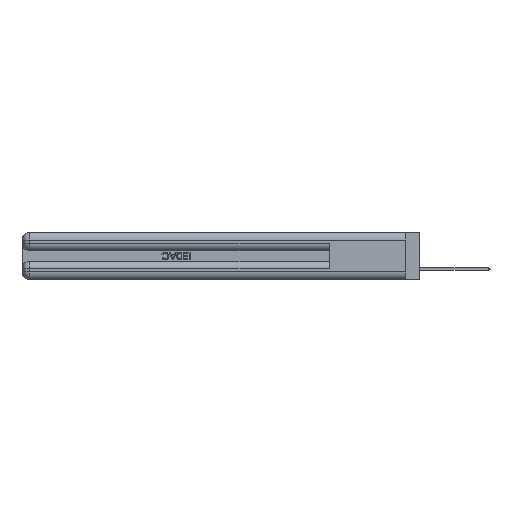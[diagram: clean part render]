
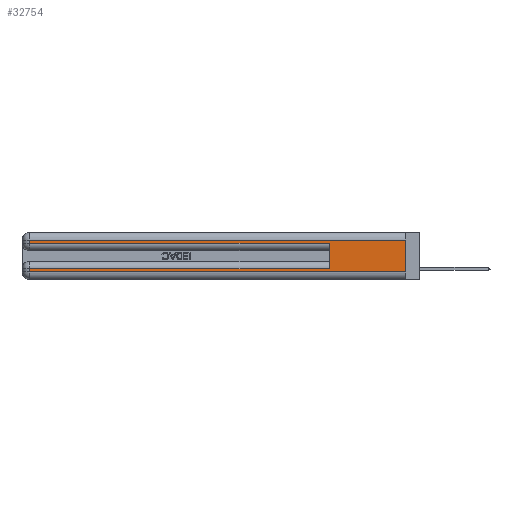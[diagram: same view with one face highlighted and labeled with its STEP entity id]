
A CAD part, left-side view. The second image highlights one B-rep face of the part: STEP entity #32754.
In plain terms, the highlighted planar face has unit normal (-1, 0, 0).
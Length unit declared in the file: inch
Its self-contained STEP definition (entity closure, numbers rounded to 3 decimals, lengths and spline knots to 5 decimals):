
#1255 = ORIENTED_EDGE ( 'NONE', *, *, #15650, .T. ) ;
#2223 = DIRECTION ( 'NONE',  ( 0., 0., -1. ) ) ;
#2976 = LINE ( 'NONE', #24551, #40770 ) ;
#3607 = VERTEX_POINT ( 'NONE', #30280 ) ;
#5100 = EDGE_LOOP ( 'NONE', ( #46262, #5118, #1255, #12024, #8131, #12063, #19375, #42846 ) ) ;
#5118 = ORIENTED_EDGE ( 'NONE', *, *, #15971, .T. ) ;
#5361 = CARTESIAN_POINT ( 'NONE',  ( 0., 0.6, 0.085 ) ) ;
#5413 = FACE_OUTER_BOUND ( 'NONE', #5100, .T. ) ;
#5511 = VECTOR ( 'NONE', #11283, 39.37008 ) ;
#5694 = EDGE_CURVE ( 'NONE', #8290, #12485, #35529, .T. ) ;
#5897 = VERTEX_POINT ( 'NONE', #35735 ) ;
#6966 = VECTOR ( 'NONE', #40861, 39.37008 ) ;
#8131 = ORIENTED_EDGE ( 'NONE', *, *, #38747, .F. ) ;
#8290 = VERTEX_POINT ( 'NONE', #32246 ) ;
#8481 = CARTESIAN_POINT ( 'NONE',  ( 0., 0., 0.31 ) ) ;
#9356 = DIRECTION ( 'NONE',  ( 0., 1., 0. ) ) ;
#9630 = CARTESIAN_POINT ( 'NONE',  ( 0., 0., 0.37 ) ) ;
#11283 = DIRECTION ( 'NONE',  ( 0., 1., 0. ) ) ;
#11434 = EDGE_CURVE ( 'NONE', #44810, #3607, #2976, .T. ) ;
#12024 = ORIENTED_EDGE ( 'NONE', *, *, #43830, .T. ) ;
#12063 = ORIENTED_EDGE ( 'NONE', *, *, #18723, .T. ) ;
#12485 = VERTEX_POINT ( 'NONE', #15521 ) ;
#12819 = PLANE ( 'NONE',  #33278 ) ;
#12883 = VECTOR ( 'NONE', #36681, 39.37008 ) ;
#14669 = LINE ( 'NONE', #17655, #18706 ) ;
#15262 = CARTESIAN_POINT ( 'NONE',  ( 0., 0., 0.06 ) ) ;
#15420 = DIRECTION ( 'NONE',  ( 0., 0., -1. ) ) ;
#15521 = CARTESIAN_POINT ( 'NONE',  ( 0., 2.94, 0.06 ) ) ;
#15650 = EDGE_CURVE ( 'NONE', #33668, #5897, #14669, .T. ) ;
#15971 = EDGE_CURVE ( 'NONE', #44810, #33668, #19265, .T. ) ;
#17655 = CARTESIAN_POINT ( 'NONE',  ( 0., 2.94, 0.37 ) ) ;
#18706 = VECTOR ( 'NONE', #20863, 39.37008 ) ;
#18723 = EDGE_CURVE ( 'NONE', #33858, #8290, #34419, .T. ) ;
#19265 = LINE ( 'NONE', #44667, #5511 ) ;
#19375 = ORIENTED_EDGE ( 'NONE', *, *, #5694, .T. ) ;
#20371 = DIRECTION ( 'NONE',  ( 1., 0., 0. ) ) ;
#20863 = DIRECTION ( 'NONE',  ( 0., 0., -1. ) ) ;
#21516 = DIRECTION ( 'NONE',  ( 0., -1., 0. ) ) ;
#24551 = CARTESIAN_POINT ( 'NONE',  ( 0., 0., 0.37 ) ) ;
#24715 = VECTOR ( 'NONE', #9356, 39.37008 ) ;
#25524 = CARTESIAN_POINT ( 'NONE',  ( 0., 0.6, 0.285 ) ) ;
#27193 = DIRECTION ( 'NONE',  ( 0., 0., 1. ) ) ;
#27694 = CARTESIAN_POINT ( 'NONE',  ( 0., 0., 0.085 ) ) ;
#30280 = CARTESIAN_POINT ( 'NONE',  ( 0., 0., 0.06 ) ) ;
#31854 = EDGE_CURVE ( 'NONE', #12485, #3607, #42062, .T. ) ;
#32246 = CARTESIAN_POINT ( 'NONE',  ( 0., 2.94, 0.085 ) ) ;
#32313 = CARTESIAN_POINT ( 'NONE',  ( 0., 0., 0.285 ) ) ;
#32754 = ADVANCED_FACE ( 'NONE', ( #5413 ), #12819, .F. ) ;
#33077 = VECTOR ( 'NONE', #21516, 39.37008 ) ;
#33278 = AXIS2_PLACEMENT_3D ( 'NONE', #9630, #20371, #2223 ) ;
#33668 = VERTEX_POINT ( 'NONE', #33935 ) ;
#33858 = VERTEX_POINT ( 'NONE', #5361 ) ;
#33935 = CARTESIAN_POINT ( 'NONE',  ( 0., 2.94, 0.31 ) ) ;
#34419 = LINE ( 'NONE', #27694, #24715 ) ;
#35226 = VECTOR ( 'NONE', #27193, 39.37008 ) ;
#35529 = LINE ( 'NONE', #45002, #6966 ) ;
#35735 = CARTESIAN_POINT ( 'NONE',  ( 0., 2.94, 0.285 ) ) ;
#36681 = DIRECTION ( 'NONE',  ( 0., -1., 0. ) ) ;
#37554 = LINE ( 'NONE', #42087, #35226 ) ;
#37733 = LINE ( 'NONE', #32313, #33077 ) ;
#38747 = EDGE_CURVE ( 'NONE', #33858, #39660, #37554, .T. ) ;
#39660 = VERTEX_POINT ( 'NONE', #25524 ) ;
#40770 = VECTOR ( 'NONE', #15420, 39.37008 ) ;
#40861 = DIRECTION ( 'NONE',  ( 0., 0., -1. ) ) ;
#42062 = LINE ( 'NONE', #15262, #12883 ) ;
#42087 = CARTESIAN_POINT ( 'NONE',  ( 0., 0.6, 0.145 ) ) ;
#42846 = ORIENTED_EDGE ( 'NONE', *, *, #31854, .T. ) ;
#43830 = EDGE_CURVE ( 'NONE', #5897, #39660, #37733, .T. ) ;
#44667 = CARTESIAN_POINT ( 'NONE',  ( 0., 0., 0.31 ) ) ;
#44810 = VERTEX_POINT ( 'NONE', #8481 ) ;
#45002 = CARTESIAN_POINT ( 'NONE',  ( 0., 2.94, 0.37 ) ) ;
#46262 = ORIENTED_EDGE ( 'NONE', *, *, #11434, .F. ) ;
